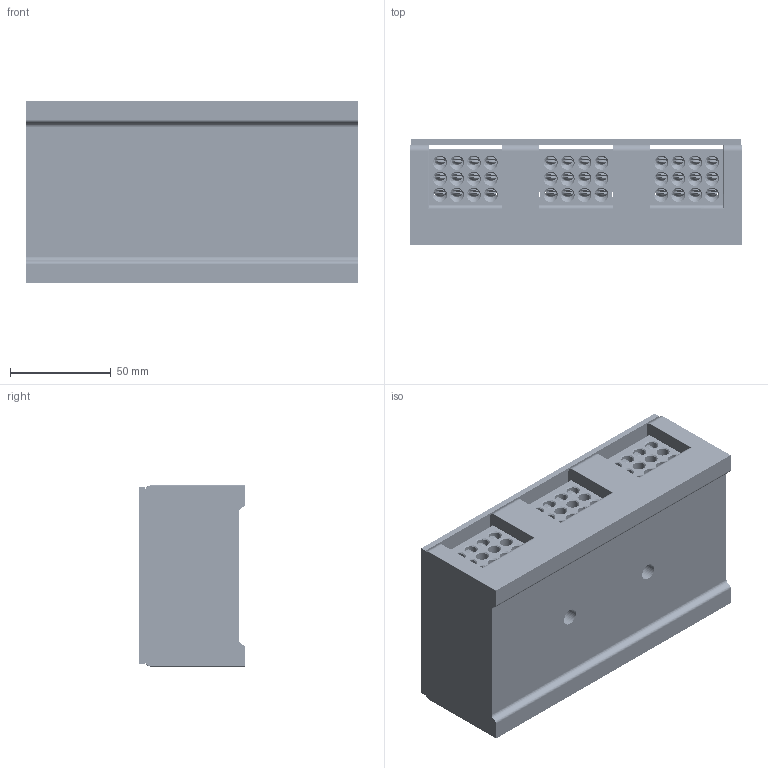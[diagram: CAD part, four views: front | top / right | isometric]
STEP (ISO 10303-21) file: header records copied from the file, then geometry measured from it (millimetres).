
FILE_DESCRIPTION((''),'2;1');
FILE_NAME('UDJ-3003_12_10','2024-07-04T',('dell'),(''),'PRO/ENGINEER BY PARAMETRIC TECHNOLOGY CORPORATION, 2013230','PRO/ENGINEER BY PARAMETRIC TECHNOLOGY CORPORATION, 2013230','');
FILE_SCHEMA(('AUTOMOTIVE_DESIGN { 1 0 10303 214 1 1 1 1 }'));
Products named in the file (1): UDJ-3003_12_10
Bounding box: 165 x 53 x 90 mm (x, y, z)
Volume: 542939.9 mm3; surface area: 143690.8 mm2
Topology: 3 solids, 23 shells, 3844 faces, 11939 edges, 7556 vertices
Faces by surface type: plane 1786, cylinder 1229, cone 366, bspline 360, sphere 74, torus 28, extrusion 1
Entity records: 206068 total; most frequent: CARTESIAN_POINT 107479, ORIENTED_EDGE 23550, DIRECTION 16752, EDGE_CURVE 11775, VERTEX_POINT 7556, VECTOR 5836, LINE 5835, AXIS2_PLACEMENT_3D 5458
